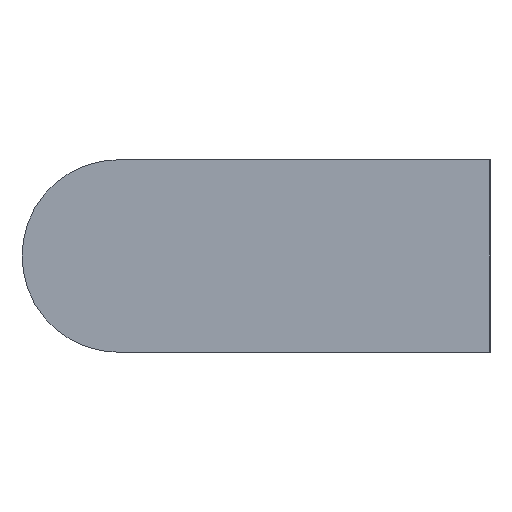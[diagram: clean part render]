
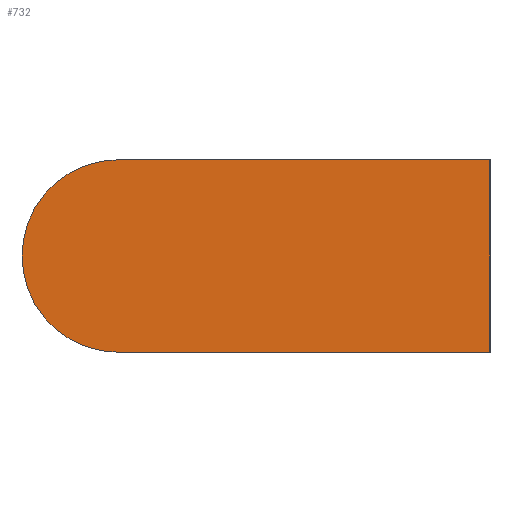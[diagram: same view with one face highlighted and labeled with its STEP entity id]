
A CAD part, left-side view. The second image highlights one B-rep face of the part: STEP entity #732.
In plain terms, the highlighted planar face has unit normal (-1, 0, 0).
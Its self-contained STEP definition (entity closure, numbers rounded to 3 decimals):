
#8 = LINE ( 'NONE', #783, #369 ) ;
#57 = DIRECTION ( 'NONE',  ( 0., 0., -1. ) ) ;
#74 = CARTESIAN_POINT ( 'NONE',  ( -76.5, 28., 7.25 ) ) ;
#107 = VERTEX_POINT ( 'NONE', #346 ) ;
#113 = AXIS2_PLACEMENT_3D ( 'NONE', #815, #741, #808 ) ;
#153 = ORIENTED_EDGE ( 'NONE', *, *, #192, .F. ) ;
#177 = CARTESIAN_POINT ( 'NONE',  ( -76.5, 28., 0. ) ) ;
#192 = EDGE_CURVE ( 'NONE', #717, #737, #735, .T. ) ;
#250 = PLANE ( 'NONE',  #794 ) ;
#252 = VERTEX_POINT ( 'NONE', #603 ) ;
#260 = EDGE_CURVE ( 'NONE', #252, #717, #8, .T. ) ;
#346 = CARTESIAN_POINT ( 'NONE',  ( -76.5, 28., 7.25 ) ) ;
#348 = LINE ( 'NONE', #74, #708 ) ;
#369 = VECTOR ( 'NONE', #470, 1000. ) ;
#379 = DIRECTION ( 'NONE',  ( -1., 0., 0. ) ) ;
#439 = FACE_OUTER_BOUND ( 'NONE', #752, .T. ) ;
#470 = DIRECTION ( 'NONE',  ( 0., 0., -1. ) ) ;
#481 = ORIENTED_EDGE ( 'NONE', *, *, #536, .F. ) ;
#507 = CARTESIAN_POINT ( 'NONE',  ( -76.5, 0., -7.25 ) ) ;
#536 = EDGE_CURVE ( 'NONE', #107, #252, #348, .T. ) ;
#548 = VECTOR ( 'NONE', #798, 1000. ) ;
#587 = ORIENTED_EDGE ( 'NONE', *, *, #260, .F. ) ;
#591 = EDGE_CURVE ( 'NONE', #737, #107, #653, .T. ) ;
#603 = CARTESIAN_POINT ( 'NONE',  ( -76.5, 0., 7.25 ) ) ;
#653 = CIRCLE ( 'NONE', #113, 7.25 ) ;
#708 = VECTOR ( 'NONE', #792, 1000. ) ;
#717 = VERTEX_POINT ( 'NONE', #507 ) ;
#732 = ADVANCED_FACE ( 'NONE', ( #439 ), #250, .T. ) ;
#735 = LINE ( 'NONE', #769, #548 ) ;
#737 = VERTEX_POINT ( 'NONE', #762 ) ;
#741 = DIRECTION ( 'NONE',  ( 1., 0., 0. ) ) ;
#752 = EDGE_LOOP ( 'NONE', ( #828, #153, #587, #481 ) ) ;
#762 = CARTESIAN_POINT ( 'NONE',  ( -76.5, 28., -7.25 ) ) ;
#769 = CARTESIAN_POINT ( 'NONE',  ( -76.5, 0., -7.25 ) ) ;
#783 = CARTESIAN_POINT ( 'NONE',  ( -76.5, 0., 7.25 ) ) ;
#792 = DIRECTION ( 'NONE',  ( 0., -1., 0. ) ) ;
#794 = AXIS2_PLACEMENT_3D ( 'NONE', #177, #379, #57 ) ;
#798 = DIRECTION ( 'NONE',  ( 0., 1., 0. ) ) ;
#808 = DIRECTION ( 'NONE',  ( 0., 0., -1. ) ) ;
#815 = CARTESIAN_POINT ( 'NONE',  ( -76.5, 28., 0. ) ) ;
#828 = ORIENTED_EDGE ( 'NONE', *, *, #591, .F. ) ;
